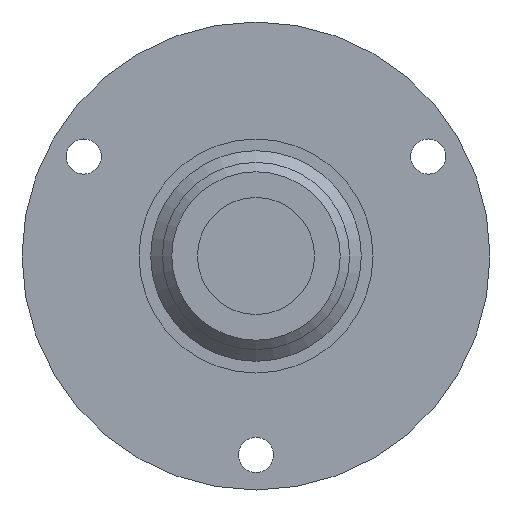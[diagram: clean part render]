
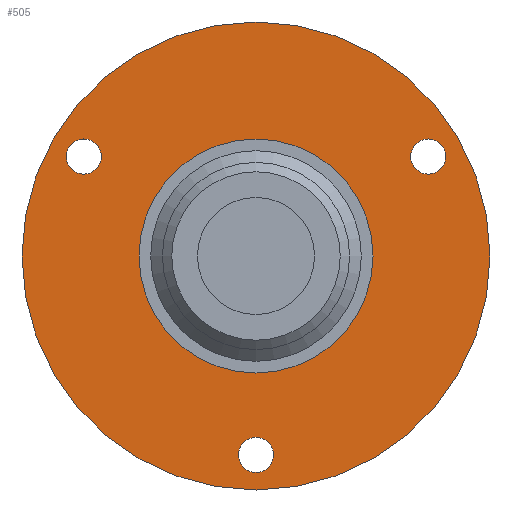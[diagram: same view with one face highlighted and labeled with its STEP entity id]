
A CAD part, front view. The second image highlights one B-rep face of the part: STEP entity #505.
In plain terms, the highlighted planar face has unit normal (0, -1, 0).
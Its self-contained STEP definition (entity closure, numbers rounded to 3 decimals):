
#29=FACE_BOUND('',#124,.T.);
#30=FACE_BOUND('',#125,.T.);
#31=FACE_BOUND('',#126,.T.);
#32=FACE_BOUND('',#127,.T.);
#43=PLANE('',#580);
#85=FACE_OUTER_BOUND('',#123,.T.);
#123=EDGE_LOOP('',(#446));
#124=EDGE_LOOP('',(#447));
#125=EDGE_LOOP('',(#448));
#126=EDGE_LOOP('',(#449));
#127=EDGE_LOOP('',(#450));
#215=CIRCLE('',#548,10.);
#223=CIRCLE('',#570,5.);
#224=CIRCLE('',#572,0.75);
#225=CIRCLE('',#574,0.75);
#226=CIRCLE('',#576,0.75);
#248=VERTEX_POINT('',#801);
#263=VERTEX_POINT('',#870);
#264=VERTEX_POINT('',#874);
#265=VERTEX_POINT('',#878);
#266=VERTEX_POINT('',#882);
#294=EDGE_CURVE('',#248,#248,#215,.T.);
#322=EDGE_CURVE('',#263,#263,#223,.T.);
#324=EDGE_CURVE('',#264,#264,#224,.T.);
#326=EDGE_CURVE('',#265,#265,#225,.T.);
#328=EDGE_CURVE('',#266,#266,#226,.T.);
#446=ORIENTED_EDGE('',*,*,#294,.T.);
#447=ORIENTED_EDGE('',*,*,#322,.F.);
#448=ORIENTED_EDGE('',*,*,#324,.T.);
#449=ORIENTED_EDGE('',*,*,#326,.T.);
#450=ORIENTED_EDGE('',*,*,#328,.T.);
#505=ADVANCED_FACE('',(#85,#29,#30,#31,#32),#43,.F.);
#548=AXIS2_PLACEMENT_3D('',#803,#646,#647);
#570=AXIS2_PLACEMENT_3D('',#872,#706,#707);
#572=AXIS2_PLACEMENT_3D('',#876,#711,#712);
#574=AXIS2_PLACEMENT_3D('',#880,#716,#717);
#576=AXIS2_PLACEMENT_3D('',#884,#721,#722);
#580=AXIS2_PLACEMENT_3D('',#891,#731,#732);
#646=DIRECTION('center_axis',(0.,-1.,0.));
#647=DIRECTION('ref_axis',(-1.,0.,0.));
#706=DIRECTION('center_axis',(0.,-1.,0.));
#707=DIRECTION('ref_axis',(1.,0.,0.));
#711=DIRECTION('center_axis',(0.,1.,0.));
#712=DIRECTION('ref_axis',(-1.,0.,0.));
#716=DIRECTION('center_axis',(0.,1.,0.));
#717=DIRECTION('ref_axis',(-1.,0.,0.));
#721=DIRECTION('center_axis',(0.,1.,0.));
#722=DIRECTION('ref_axis',(-1.,0.,0.));
#731=DIRECTION('center_axis',(0.,1.,0.));
#732=DIRECTION('ref_axis',(-1.,0.,0.));
#801=CARTESIAN_POINT('',(13.398,128.337,1.51));
#803=CARTESIAN_POINT('Origin',(3.398,128.337,1.51));
#870=CARTESIAN_POINT('',(-1.602,128.337,1.51));
#872=CARTESIAN_POINT('Origin',(3.398,128.337,1.51));
#874=CARTESIAN_POINT('',(4.148,128.337,-6.99));
#876=CARTESIAN_POINT('Origin',(3.398,128.337,-6.99));
#878=CARTESIAN_POINT('',(-3.213,128.337,5.76));
#880=CARTESIAN_POINT('Origin',(-3.963,128.337,5.76));
#882=CARTESIAN_POINT('',(11.509,128.337,5.76));
#884=CARTESIAN_POINT('Origin',(10.759,128.337,5.76));
#891=CARTESIAN_POINT('Origin',(3.398,128.337,1.51));
